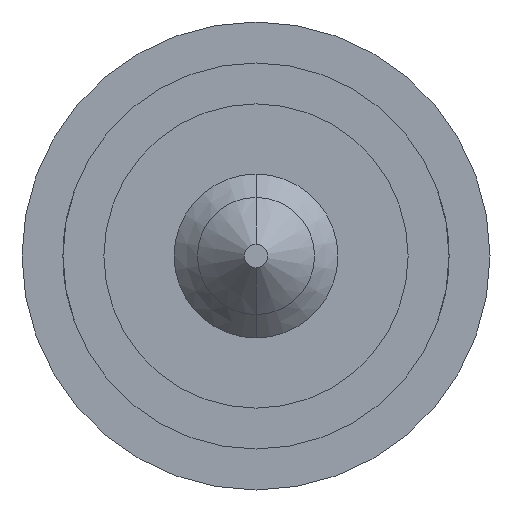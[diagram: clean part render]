
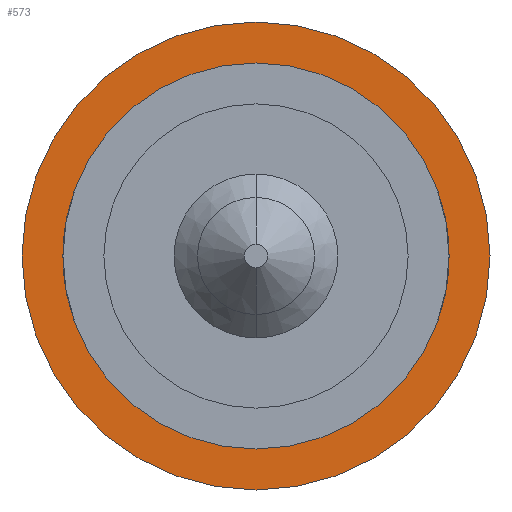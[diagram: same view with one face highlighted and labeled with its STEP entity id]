
A CAD part, front view. The second image highlights one B-rep face of the part: STEP entity #573.
In plain terms, the highlighted planar face has unit normal (0, -1, 0).
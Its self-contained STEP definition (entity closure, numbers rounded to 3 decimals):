
#20 = AXIS2_PLACEMENT_3D ( 'NONE', #2307, #199, #495 ) ;
#68 = ORIENTED_EDGE ( 'NONE', *, *, #1968, .T. ) ;
#199 = DIRECTION ( 'NONE',  ( 0., 1., 0. ) ) ;
#347 = CARTESIAN_POINT ( 'NONE',  ( 0., 28., -1. ) ) ;
#421 = VERTEX_POINT ( 'NONE', #2401 ) ;
#493 = EDGE_CURVE ( 'Defeature ausgef�hrt5_6+Defeature ausgef�hrt5_0+Defeature ausgef�hrt5_0+Defeature ausgef�hrt5_0', #3634, #2054, #3435, .T. ) ;
#495 = DIRECTION ( 'NONE',  ( 0., 0., 1. ) ) ;
#573 = ADVANCED_FACE ( 'Defeature ausgef�hrt5_6', ( #3342, #3666 ), #1416, .F. ) ;
#673 = EDGE_LOOP ( 'NONE', ( #738, #791 ) ) ;
#738 = ORIENTED_EDGE ( 'NONE', *, *, #3663, .F. ) ;
#791 = ORIENTED_EDGE ( 'NONE', *, *, #1351, .F. ) ;
#1061 = DIRECTION ( 'NONE',  ( 0., 1., 0. ) ) ;
#1257 = CIRCLE ( 'NONE', #2193, 0.825 ) ;
#1351 = EDGE_CURVE ( 'Defeature ausgef�hrt5_7+Defeature ausgef�hrt5_6+Defeature ausgef�hrt5_6+Defeature ausgef�hrt5_6', #1939, #421, #1494, .T. ) ;
#1416 = PLANE ( 'NONE',  #20 ) ;
#1419 = CARTESIAN_POINT ( 'NONE',  ( 0., 28., 0.825 ) ) ;
#1494 = CIRCLE ( 'NONE', #2669, 1. ) ;
#1609 = DIRECTION ( 'NONE',  ( 0., 1., 0. ) ) ;
#1635 = CARTESIAN_POINT ( 'NONE',  ( 0., 28., -0.825 ) ) ;
#1705 = ORIENTED_EDGE ( 'NONE', *, *, #493, .T. ) ;
#1869 = AXIS2_PLACEMENT_3D ( 'NONE', #3477, #2324, #3531 ) ;
#1880 = CARTESIAN_POINT ( 'NONE',  ( 0., 28., 0. ) ) ;
#1924 = DIRECTION ( 'NONE',  ( 0., 0., 1. ) ) ;
#1939 = VERTEX_POINT ( 'NONE', #347 ) ;
#1957 = CARTESIAN_POINT ( 'NONE',  ( 0., 28., 0. ) ) ;
#1968 = EDGE_CURVE ( 'Defeature ausgef�hrt5_6+Defeature ausgef�hrt5_0+Defeature ausgef�hrt5_0+Defeature ausgef�hrt5_0', #2054, #3634, #1257, .T. ) ;
#2054 = VERTEX_POINT ( 'NONE', #1635 ) ;
#2186 = DIRECTION ( 'NONE',  ( 0., 0., 1. ) ) ;
#2193 = AXIS2_PLACEMENT_3D ( 'NONE', #1880, #1609, #2186 ) ;
#2249 = CARTESIAN_POINT ( 'NONE',  ( 0., 28., 0. ) ) ;
#2307 = CARTESIAN_POINT ( 'NONE',  ( 0.825, 28., 0. ) ) ;
#2324 = DIRECTION ( 'NONE',  ( 0., 1., 0. ) ) ;
#2401 = CARTESIAN_POINT ( 'NONE',  ( 0., 28., 1. ) ) ;
#2596 = EDGE_LOOP ( 'NONE', ( #68, #1705 ) ) ;
#2644 = AXIS2_PLACEMENT_3D ( 'NONE', #2249, #3104, #3081 ) ;
#2669 = AXIS2_PLACEMENT_3D ( 'NONE', #1957, #1061, #1924 ) ;
#3081 = DIRECTION ( 'NONE',  ( 0., 0., 1. ) ) ;
#3104 = DIRECTION ( 'NONE',  ( 0., 1., 0. ) ) ;
#3342 = FACE_OUTER_BOUND ( 'NONE', #673, .T. ) ;
#3435 = CIRCLE ( 'NONE', #2644, 0.825 ) ;
#3477 = CARTESIAN_POINT ( 'NONE',  ( 0., 28., 0. ) ) ;
#3502 = CIRCLE ( 'NONE', #1869, 1. ) ;
#3531 = DIRECTION ( 'NONE',  ( 0., 0., 1. ) ) ;
#3634 = VERTEX_POINT ( 'NONE', #1419 ) ;
#3663 = EDGE_CURVE ( 'Defeature ausgef�hrt5_7+Defeature ausgef�hrt5_6+Defeature ausgef�hrt5_6+Defeature ausgef�hrt5_6', #421, #1939, #3502, .T. ) ;
#3666 = FACE_BOUND ( 'NONE', #2596, .T. ) ;
